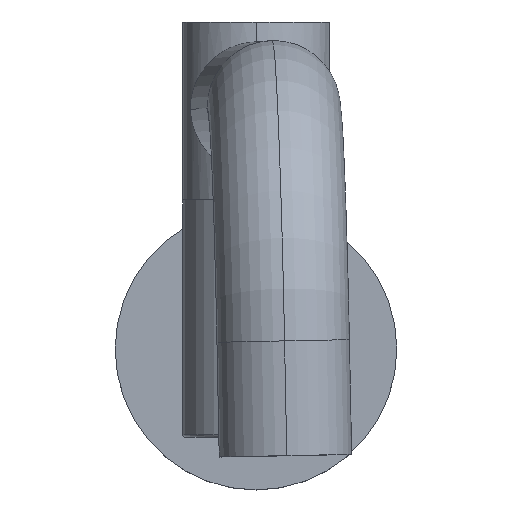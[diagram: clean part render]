
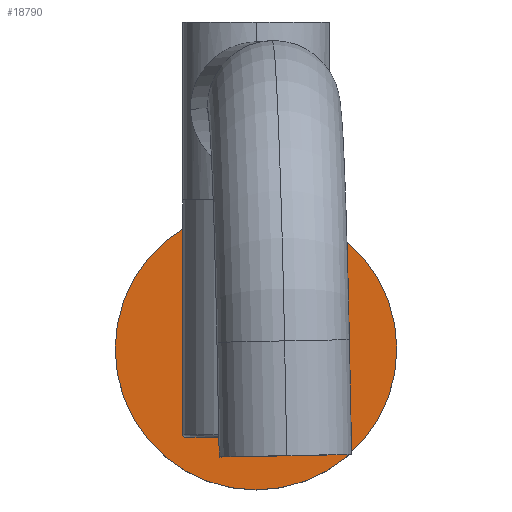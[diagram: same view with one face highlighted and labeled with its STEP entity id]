
A CAD part, top view. The second image highlights one B-rep face of the part: STEP entity #18790.
In plain terms, the highlighted planar face has unit normal (0, 0, 1).
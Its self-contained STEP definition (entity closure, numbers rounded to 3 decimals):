
#610 = VERTEX_POINT ( 'NONE', #35551 ) ;
#936 = CARTESIAN_POINT ( 'NONE',  ( 0., -27., 4. ) ) ;
#1186 = CARTESIAN_POINT ( 'NONE',  ( 0., 0., 4. ) ) ;
#1914 = CIRCLE ( 'NONE', #23520, 27. ) ;
#2130 = VERTEX_POINT ( 'NONE', #7502 ) ;
#3165 = EDGE_CURVE ( 'NONE', #610, #2130, #12377, .T. ) ;
#3319 = ORIENTED_EDGE ( 'NONE', *, *, #25216, .F. ) ;
#3380 = EDGE_CURVE ( 'NONE', #2130, #610, #28441, .T. ) ;
#4188 = AXIS2_PLACEMENT_3D ( 'NONE', #53482, #48944, #52356 ) ;
#6221 = DIRECTION ( 'NONE',  ( 0., 0., -1. ) ) ;
#6566 = DIRECTION ( 'NONE',  ( 0., 1., 0. ) ) ;
#7353 = DIRECTION ( 'NONE',  ( 0., 1., 0. ) ) ;
#7502 = CARTESIAN_POINT ( 'NONE',  ( 0., -13.375, 4. ) ) ;
#8357 = ORIENTED_EDGE ( 'NONE', *, *, #3380, .T. ) ;
#11365 = DIRECTION ( 'NONE',  ( 0., 0., -1. ) ) ;
#12091 = CARTESIAN_POINT ( 'NONE',  ( 0., 27., 4. ) ) ;
#12377 = CIRCLE ( 'NONE', #41124, 13.375 ) ;
#13606 = CARTESIAN_POINT ( 'NONE',  ( 0., 0., 4. ) ) ;
#14824 = ORIENTED_EDGE ( 'NONE', *, *, #3165, .T. ) ;
#16096 = FACE_OUTER_BOUND ( 'NONE', #31022, .T. ) ;
#18790 = ADVANCED_FACE ( 'NONE', ( #16096, #33525 ), #37716, .F. ) ;
#19864 = EDGE_CURVE ( 'NONE', #54248, #49449, #1914, .T. ) ;
#20340 = DIRECTION ( 'NONE',  ( 0., 0., -1. ) ) ;
#20676 = CARTESIAN_POINT ( 'NONE',  ( 0., 0., 4. ) ) ;
#23520 = AXIS2_PLACEMENT_3D ( 'NONE', #13606, #44291, #39461 ) ;
#24800 = AXIS2_PLACEMENT_3D ( 'NONE', #20676, #11365, #6566 ) ;
#25216 = EDGE_CURVE ( 'NONE', #49449, #54248, #41840, .T. ) ;
#28441 = CIRCLE ( 'NONE', #4188, 13.375 ) ;
#31022 = EDGE_LOOP ( 'NONE', ( #32918, #3319 ) ) ;
#32364 = AXIS2_PLACEMENT_3D ( 'NONE', #37998, #20340, #7353 ) ;
#32918 = ORIENTED_EDGE ( 'NONE', *, *, #19864, .F. ) ;
#33525 = FACE_BOUND ( 'NONE', #35110, .T. ) ;
#35110 = EDGE_LOOP ( 'NONE', ( #8357, #14824 ) ) ;
#35551 = CARTESIAN_POINT ( 'NONE',  ( 0., 13.375, 4. ) ) ;
#37716 = PLANE ( 'NONE',  #32364 ) ;
#37998 = CARTESIAN_POINT ( 'NONE',  ( -27., 0., 4. ) ) ;
#39461 = DIRECTION ( 'NONE',  ( 0., 1., 0. ) ) ;
#41124 = AXIS2_PLACEMENT_3D ( 'NONE', #1186, #6221, #49301 ) ;
#41840 = CIRCLE ( 'NONE', #24800, 27. ) ;
#44291 = DIRECTION ( 'NONE',  ( 0., 0., -1. ) ) ;
#48944 = DIRECTION ( 'NONE',  ( 0., 0., -1. ) ) ;
#49301 = DIRECTION ( 'NONE',  ( 0., 1., 0. ) ) ;
#49449 = VERTEX_POINT ( 'NONE', #936 ) ;
#52356 = DIRECTION ( 'NONE',  ( 0., 1., 0. ) ) ;
#53482 = CARTESIAN_POINT ( 'NONE',  ( 0., 0., 4. ) ) ;
#54248 = VERTEX_POINT ( 'NONE', #12091 ) ;
